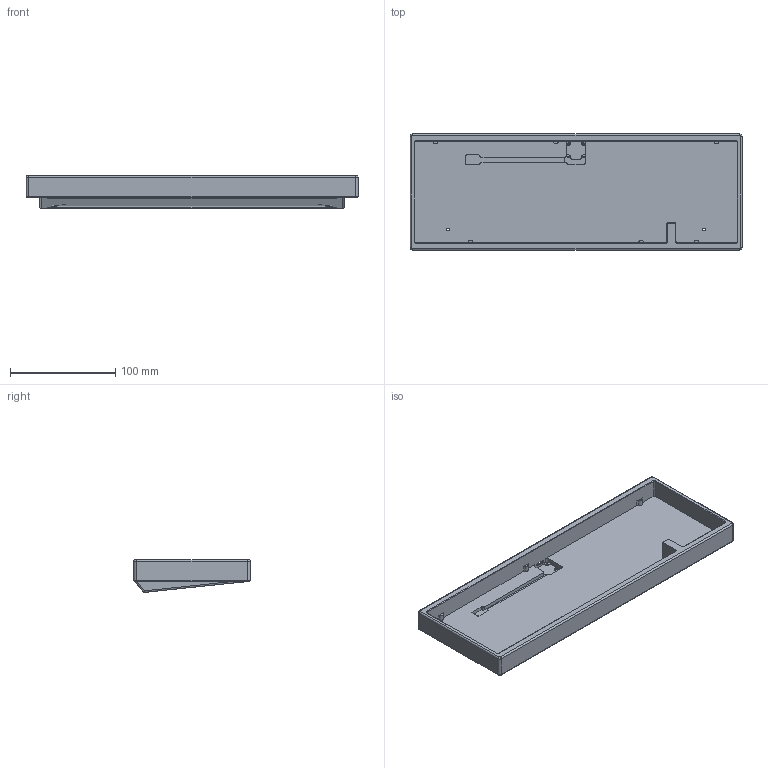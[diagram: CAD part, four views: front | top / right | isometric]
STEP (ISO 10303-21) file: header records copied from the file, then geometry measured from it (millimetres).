
FILE_DESCRIPTION(/* description */ (''),/* implementation_level */ '2;1');
FILE_NAME(/* name */ 'case.step',/* time_stamp */ '2023-10-05T18:30:16+07:00',/* author */ (''),/* organization */ (''),/* preprocessor_version */ 'ST-DEVELOPER v20',/* originating_system */ 'Autodesk Translation Framework v12.14.0.127',/* authorisation */ '');
FILE_SCHEMA (('AUTOMOTIVE_DESIGN { 1 0 10303 214 3 1 1 }'));
Length unit declared in the file: millimetre
Products named in the file (1): (Unsaved)
Bounding box: 314.75 x 110.2 x 31.12 mm (x, y, z)
Volume: 306707.6 mm3; surface area: 106050.6 mm2
Topology: 1 solids, 1 shells, 237 faces, 595 edges, 372 vertices
Faces by surface type: cylinder 102, plane 93, cone 28, bspline 8, torus 4, sphere 2
Full cylindrical faces by diameter (mm): 1.6 x4, 2.529 x4, 8.5 x4
Entity records: 7237 total; most frequent: CARTESIAN_POINT 1358, DIRECTION 1286, ORIENTED_EDGE 1190, EDGE_CURVE 595, AXIS2_PLACEMENT_3D 469, VERTEX_POINT 372, LINE 348, VECTOR 348
